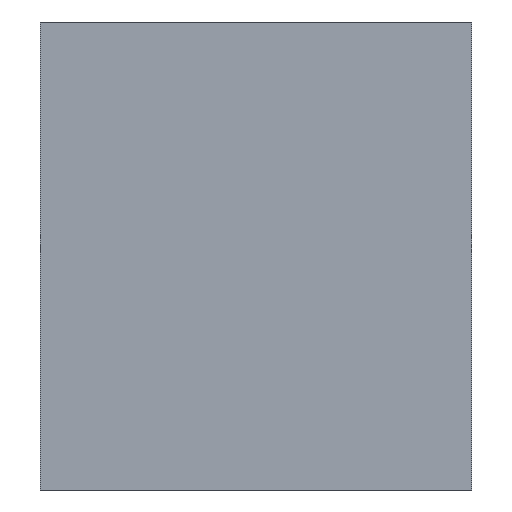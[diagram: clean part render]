
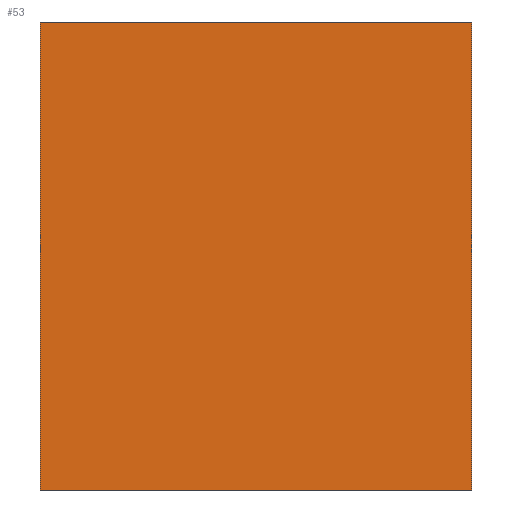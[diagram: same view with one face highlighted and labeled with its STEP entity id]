
A CAD part, left-side view. The second image highlights one B-rep face of the part: STEP entity #53.
In plain terms, the highlighted planar face has unit normal (-1, 0, 0).
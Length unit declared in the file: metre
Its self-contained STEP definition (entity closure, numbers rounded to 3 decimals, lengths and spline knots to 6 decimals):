
#53=ADVANCED_FACE('0:1186',(#63),#64,.T.);
#63=FACE_OUTER_BOUND('',#76,.T.);
#64=PLANE('',#77);
#76=EDGE_LOOP('',(#99,#100,#101,#102));
#77=AXIS2_PLACEMENT_3D('',#103,#104,#105);
#99=ORIENTED_EDGE('',*,*,#135,.T.);
#100=ORIENTED_EDGE('',*,*,#136,.F.);
#101=ORIENTED_EDGE('',*,*,#137,.T.);
#102=ORIENTED_EDGE('',*,*,#133,.T.);
#103=CARTESIAN_POINT('',(-0.016203,0.0,-0.001136));
#104=DIRECTION('',(-1.0,0.0,0.0));
#105=DIRECTION('',(0.0,0.0,1.0));
#133=EDGE_CURVE('0:1213',#150,#148,#151,.T.);
#135=EDGE_CURVE('0:1219',#148,#153,#154,.T.);
#136=EDGE_CURVE('0:1222',#155,#153,#156,.T.);
#137=EDGE_CURVE('0:1225',#155,#150,#157,.T.);
#148=VERTEX_POINT('',#172);
#150=VERTEX_POINT('',#175);
#151=LINE('',#176,#177);
#153=VERTEX_POINT('',#180);
#154=LINE('',#181,#182);
#155=VERTEX_POINT('',#183);
#156=LINE('',#184,#185);
#157=LINE('',#186,#187);
#172=CARTESIAN_POINT('',(-0.016203,0.0258,0.012846));
#175=CARTESIAN_POINT('',(-0.016203,0.0,0.012846));
#176=CARTESIAN_POINT('',(-0.016203,0.0,0.012846));
#177=VECTOR('',#197,1.0);
#180=CARTESIAN_POINT('',(-0.016203,0.0258,-0.015118));
#181=CARTESIAN_POINT('',(-0.016203,0.0258,-0.015118));
#182=VECTOR('',#199,1.0);
#183=CARTESIAN_POINT('',(-0.016203,0.0,-0.015118));
#184=CARTESIAN_POINT('',(-0.016203,0.0,-0.015118));
#185=VECTOR('',#200,1.0);
#186=CARTESIAN_POINT('',(-0.016203,0.0,-0.015118));
#187=VECTOR('',#201,1.0);
#197=DIRECTION('',(0.0,1.0,0.0));
#199=DIRECTION('',(-0.0,-0.0,-1.0));
#200=DIRECTION('',(0.0,1.0,0.0));
#201=DIRECTION('',(0.0,0.0,1.0));
